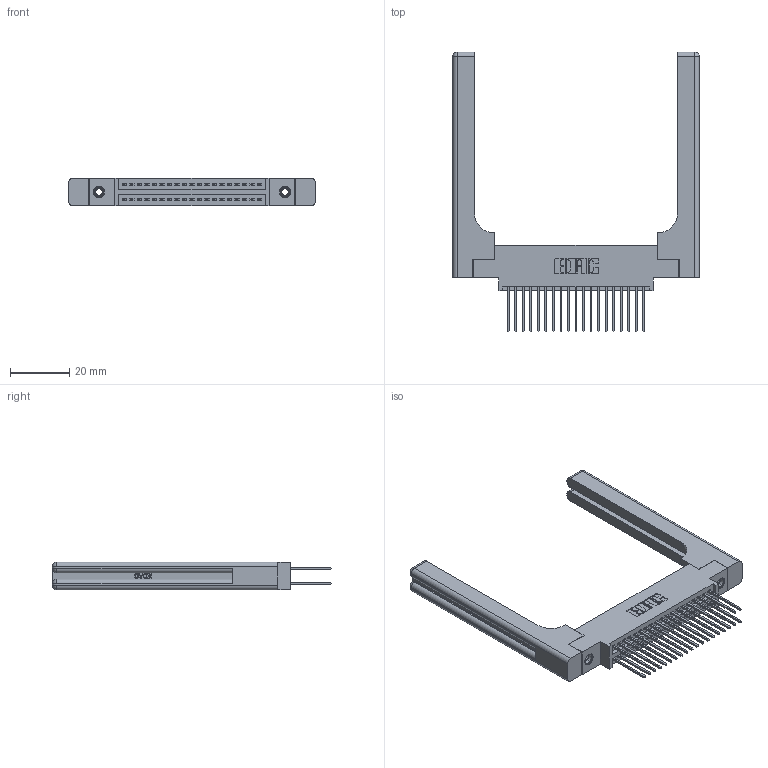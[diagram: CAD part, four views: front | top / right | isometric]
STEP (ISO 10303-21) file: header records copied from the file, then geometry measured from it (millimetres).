
FILE_DESCRIPTION (( 'STEP AP203' ), '1' );
FILE_NAME ('395-038-540-858.STEP', '2019-10-18T03:49:44', ( '' ), ( '' ), 'SwSTEP 2.0', 'SolidWorks 2016', '' );
FILE_SCHEMA (( 'CONFIG_CONTROL_DESIGN' ));
Length unit declared in the file: inch
Products named in the file (5): 345 Part_0.170 Offset - 0.156 Dia-TH; 345-292-001_345-293-140; 345-250-001_345-250-001-102; 345-220-058_345-220-058; 395-038-540-858
Assembly tree (43 placements, depth 2):
  395-038-540-858
    345 Part_0.170 Offset - 0.156 Dia-TH
    345-292-001_345-293-140  x38
    345-250-001_345-250-001-102  x2
    345-220-058_345-220-058  x2
Bounding box: 83.29 x 94.41 x 9.4 mm (x, y, z)
Volume: 16382.8 mm3; surface area: 17114.2 mm2
Topology: 43 solids, 43 shells, 2286 faces, 6681 edges, 4382 vertices
Faces by surface type: plane 1486, cylinder 740, bspline 36, cone 12, sphere 8, torus 4
Entity records: 23336 total; most frequent: CARTESIAN_POINT 4929, ORIENTED_EDGE 3660, DIRECTION 3306, EDGE_CURVE 1830, LINE 1530, VECTOR 1530, VERTEX_POINT 1210, AXIS2_PLACEMENT_3D 888
